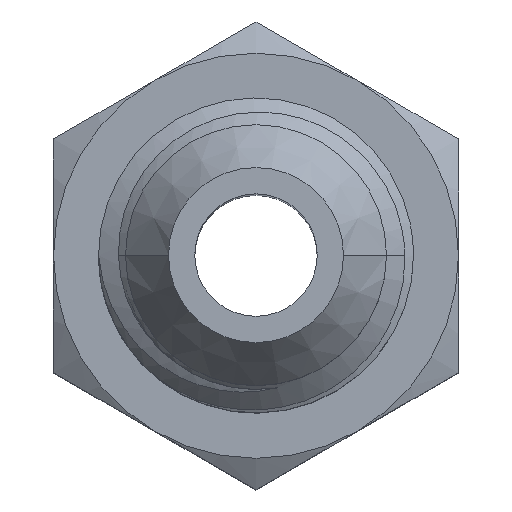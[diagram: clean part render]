
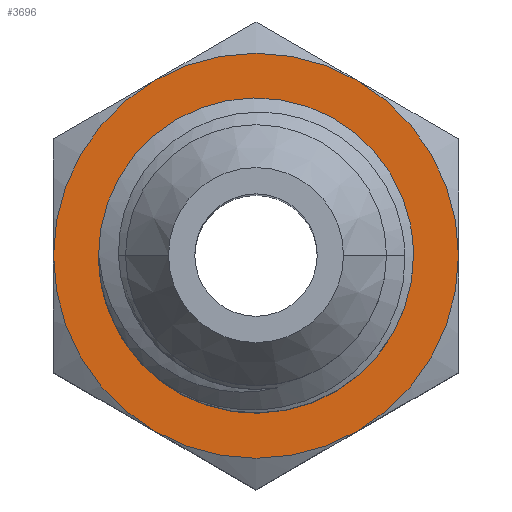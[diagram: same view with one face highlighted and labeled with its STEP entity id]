
A CAD part, top view. The second image highlights one B-rep face of the part: STEP entity #3696.
In plain terms, the highlighted planar face has unit normal (0, 0, 1).
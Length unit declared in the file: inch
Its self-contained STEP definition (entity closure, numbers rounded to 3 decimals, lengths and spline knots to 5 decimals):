
#71 = ORIENTED_EDGE ( 'NONE', *, *, #938, .T. ) ;
#225 = DIRECTION ( 'NONE',  ( 0., 0., -1. ) ) ;
#244 = DIRECTION ( 'NONE',  ( 1., 0., 0. ) ) ;
#247 = DIRECTION ( 'NONE',  ( 1., 0., 0. ) ) ;
#261 = VERTEX_POINT ( 'NONE', #1510 ) ;
#359 = AXIS2_PLACEMENT_3D ( 'NONE', #4374, #3037, #611 ) ;
#404 = CARTESIAN_POINT ( 'NONE',  ( 0.18125, 0., 0.065 ) ) ;
#416 = VERTEX_POINT ( 'NONE', #3932 ) ;
#611 = DIRECTION ( 'NONE',  ( 1., 0., 0. ) ) ;
#697 = VERTEX_POINT ( 'NONE', #3768 ) ;
#787 = CIRCLE ( 'NONE', #1239, 0.28125 ) ;
#866 = DIRECTION ( 'NONE',  ( 1., 0., 0. ) ) ;
#915 = VERTEX_POINT ( 'NONE', #2658 ) ;
#921 = CARTESIAN_POINT ( 'NONE',  ( 0., 0., 0.065 ) ) ;
#938 = EDGE_CURVE ( 'NONE', #261, #1754, #1853, .T. ) ;
#940 = CIRCLE ( 'NONE', #3045, 0.18125 ) ;
#991 = CARTESIAN_POINT ( 'NONE',  ( 0., 0., 0.065 ) ) ;
#1008 = EDGE_CURVE ( 'NONE', #915, #3918, #940, .T. ) ;
#1075 = AXIS2_PLACEMENT_3D ( 'NONE', #1934, #3273, #2944 ) ;
#1193 = AXIS2_PLACEMENT_3D ( 'NONE', #991, #3369, #3419 ) ;
#1218 = CIRCLE ( 'NONE', #2206, 0.28125 ) ;
#1239 = AXIS2_PLACEMENT_3D ( 'NONE', #3216, #2209, #866 ) ;
#1279 = CARTESIAN_POINT ( 'NONE',  ( 0.28125, 0., 0.065 ) ) ;
#1329 = AXIS2_PLACEMENT_3D ( 'NONE', #3639, #225, #247 ) ;
#1372 = CIRCLE ( 'NONE', #3281, 0.28125 ) ;
#1510 = CARTESIAN_POINT ( 'NONE',  ( 0.14062, -0.24357, 0.065 ) ) ;
#1592 = EDGE_CURVE ( 'NONE', #2443, #261, #787, .T. ) ;
#1721 = CARTESIAN_POINT ( 'NONE',  ( 0., 0., 0.065 ) ) ;
#1737 = EDGE_CURVE ( 'NONE', #3918, #915, #3164, .T. ) ;
#1754 = VERTEX_POINT ( 'NONE', #1279 ) ;
#1853 = CIRCLE ( 'NONE', #2774, 0.28125 ) ;
#1857 = EDGE_CURVE ( 'NONE', #2660, #697, #1372, .T. ) ;
#1934 = CARTESIAN_POINT ( 'NONE',  ( 0., 0., 0.065 ) ) ;
#2206 = AXIS2_PLACEMENT_3D ( 'NONE', #2246, #3969, #2258 ) ;
#2209 = DIRECTION ( 'NONE',  ( 0., 0., 1. ) ) ;
#2239 = CARTESIAN_POINT ( 'NONE',  ( 0., 0., 0.065 ) ) ;
#2246 = CARTESIAN_POINT ( 'NONE',  ( 0., 0., 0.065 ) ) ;
#2258 = DIRECTION ( 'NONE',  ( 1., 0., 0. ) ) ;
#2317 = PLANE ( 'NONE',  #359 ) ;
#2361 = DIRECTION ( 'NONE',  ( 0., 0., 1. ) ) ;
#2443 = VERTEX_POINT ( 'NONE', #3853 ) ;
#2566 = DIRECTION ( 'NONE',  ( 0., 0., 1. ) ) ;
#2658 = CARTESIAN_POINT ( 'NONE',  ( -0.18125, 0., 0.065 ) ) ;
#2660 = VERTEX_POINT ( 'NONE', #2878 ) ;
#2708 = EDGE_LOOP ( 'NONE', ( #3466, #3236 ) ) ;
#2762 = FACE_BOUND ( 'NONE', #2708, .T. ) ;
#2763 = EDGE_CURVE ( 'NONE', #697, #2443, #1218, .T. ) ;
#2774 = AXIS2_PLACEMENT_3D ( 'NONE', #2239, #2566, #4226 ) ;
#2878 = CARTESIAN_POINT ( 'NONE',  ( -0.14063, 0.24357, 0.065 ) ) ;
#2944 = DIRECTION ( 'NONE',  ( 1., 0., 0. ) ) ;
#2963 = ORIENTED_EDGE ( 'NONE', *, *, #1857, .T. ) ;
#3000 = DIRECTION ( 'NONE',  ( 1., 0., 0. ) ) ;
#3029 = ORIENTED_EDGE ( 'NONE', *, *, #1592, .T. ) ;
#3037 = DIRECTION ( 'NONE',  ( 0., 0., 1. ) ) ;
#3045 = AXIS2_PLACEMENT_3D ( 'NONE', #921, #3977, #244 ) ;
#3105 = EDGE_CURVE ( 'NONE', #416, #2660, #3712, .T. ) ;
#3121 = CIRCLE ( 'NONE', #1193, 0.28125 ) ;
#3164 = CIRCLE ( 'NONE', #1329, 0.18125 ) ;
#3216 = CARTESIAN_POINT ( 'NONE',  ( 0., 0., 0.065 ) ) ;
#3236 = ORIENTED_EDGE ( 'NONE', *, *, #1737, .T. ) ;
#3273 = DIRECTION ( 'NONE',  ( 0., 0., 1. ) ) ;
#3281 = AXIS2_PLACEMENT_3D ( 'NONE', #1721, #2361, #3000 ) ;
#3369 = DIRECTION ( 'NONE',  ( 0., 0., 1. ) ) ;
#3419 = DIRECTION ( 'NONE',  ( 1., 0., 0. ) ) ;
#3466 = ORIENTED_EDGE ( 'NONE', *, *, #1008, .T. ) ;
#3488 = EDGE_CURVE ( 'NONE', #1754, #416, #3121, .T. ) ;
#3525 = ORIENTED_EDGE ( 'NONE', *, *, #2763, .T. ) ;
#3639 = CARTESIAN_POINT ( 'NONE',  ( 0., 0., 0.065 ) ) ;
#3696 = ADVANCED_FACE ( 'NONE', ( #2762, #4245 ), #2317, .T. ) ;
#3712 = CIRCLE ( 'NONE', #1075, 0.28125 ) ;
#3768 = CARTESIAN_POINT ( 'NONE',  ( -0.28125, 0., 0.065 ) ) ;
#3853 = CARTESIAN_POINT ( 'NONE',  ( -0.14063, -0.24357, 0.065 ) ) ;
#3918 = VERTEX_POINT ( 'NONE', #404 ) ;
#3932 = CARTESIAN_POINT ( 'NONE',  ( 0.14062, 0.24357, 0.065 ) ) ;
#3969 = DIRECTION ( 'NONE',  ( 0., 0., 1. ) ) ;
#3977 = DIRECTION ( 'NONE',  ( 0., 0., -1. ) ) ;
#4015 = EDGE_LOOP ( 'NONE', ( #71, #4088, #4309, #2963, #3525, #3029 ) ) ;
#4088 = ORIENTED_EDGE ( 'NONE', *, *, #3488, .T. ) ;
#4226 = DIRECTION ( 'NONE',  ( 1., 0., 0. ) ) ;
#4245 = FACE_OUTER_BOUND ( 'NONE', #4015, .T. ) ;
#4309 = ORIENTED_EDGE ( 'NONE', *, *, #3105, .T. ) ;
#4374 = CARTESIAN_POINT ( 'NONE',  ( 0., 0., 0.065 ) ) ;
